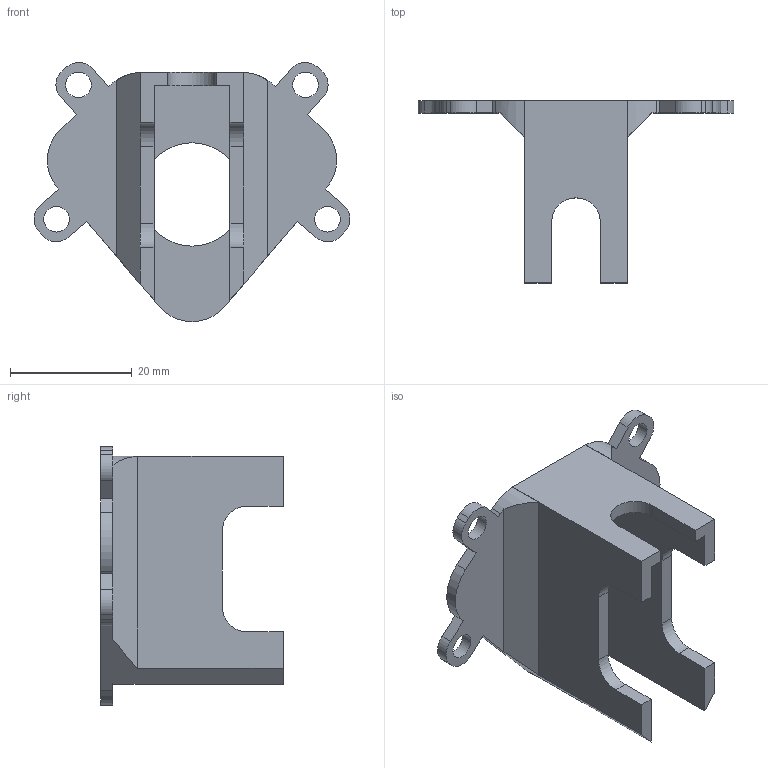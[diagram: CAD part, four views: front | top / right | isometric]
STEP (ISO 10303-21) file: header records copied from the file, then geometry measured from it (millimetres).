
FILE_DESCRIPTION(/* description */ (''),/* implementation_level */ '2;1');
FILE_NAME(/* name */ 'Motor Casing.step',/* time_stamp */ '2020-03-24T18:29:12+01:00',/* author */ (''),/* organization */ (''),/* preprocessor_version */ 'ST-DEVELOPER v18',/* originating_system */ 'Autodesk Translation Framework v8.12.0.6',/* authorisation */ '');
FILE_SCHEMA (('AUTOMOTIVE_DESIGN { 1 0 10303 214 3 1 1 }'));
Length unit declared in the file: millimetre
Products named in the file (1): Motor Casing
Bounding box: 51.98 x 30 x 42.64 mm (x, y, z)
Volume: 7223.5 mm3; surface area: 6986.9 mm2
Topology: 1 solids, 1 shells, 69 faces, 204 edges, 136 vertices
Faces by surface type: plane 45, cylinder 24
Full cylindrical faces by diameter (mm): 4.2 x4
Entity records: 2361 total; most frequent: CARTESIAN_POINT 410, ORIENTED_EDGE 408, DIRECTION 394, EDGE_CURVE 204, LINE 154, VECTOR 154, VERTEX_POINT 136, AXIS2_PLACEMENT_3D 120
